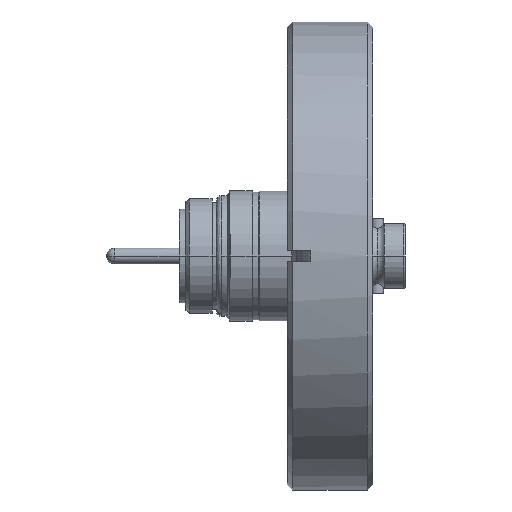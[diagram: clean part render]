
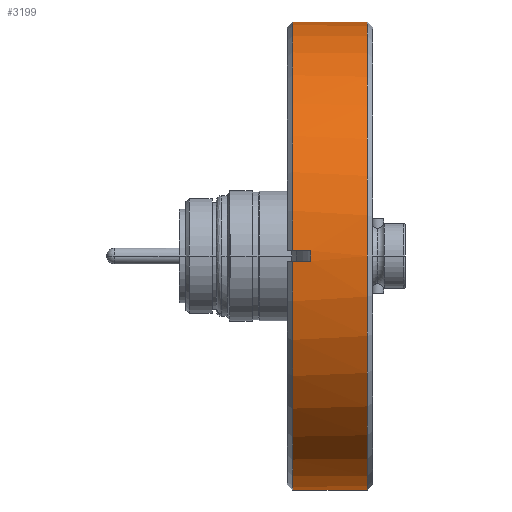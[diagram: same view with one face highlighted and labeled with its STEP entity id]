
A CAD part, left-side view. The second image highlights one B-rep face of the part: STEP entity #3199.
In plain terms, the highlighted cylindrical face has radius 34.925 mm (diameter 69.85 mm), a partial arc.
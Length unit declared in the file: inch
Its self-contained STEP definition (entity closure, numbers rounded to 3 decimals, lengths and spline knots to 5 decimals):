
#57 = CIRCLE ( 'NONE', #151, 1.375 ) ;
#151 = AXIS2_PLACEMENT_3D ( 'NONE', #1015, #1016, #1017 ) ;
#166 = AXIS2_PLACEMENT_3D ( 'NONE', #2911, #2895, #2913 ) ;
#462 = CIRCLE ( 'NONE', #695, 1.375 ) ;
#463 = VECTOR ( 'NONE', #2309, 39.37008 ) ;
#597 = VECTOR ( 'NONE', #1774, 39.37008 ) ;
#625 = VECTOR ( 'NONE', #1839, 39.37008 ) ;
#695 = AXIS2_PLACEMENT_3D ( 'NONE', #2276, #2278, #2301 ) ;
#993 = CARTESIAN_POINT ( 'NONE',  ( -1.37512, -0.80901, -0.01035 ) ) ;
#1001 = CARTESIAN_POINT ( 'NONE',  ( -1.37512, -0.80901, 0.01032 ) ) ;
#1006 = CARTESIAN_POINT ( 'NONE',  ( -1.37465, -0.80898, -0.031 ) ) ;
#1007 = CARTESIAN_POINT ( 'NONE',  ( -1.37465, -0.80898, 0.031 ) ) ;
#1015 = CARTESIAN_POINT ( 'NONE',  ( 0., -1.14312, 0. ) ) ;
#1016 = DIRECTION ( 'NONE',  ( 0., 1., 0. ) ) ;
#1017 = DIRECTION ( 'NONE',  ( 0., 0., 1. ) ) ;
#1311 = ORIENTED_EDGE ( 'NONE', *, *, #3276, .F. ) ;
#1328 = ORIENTED_EDGE ( 'NONE', *, *, #1957, .T. ) ;
#1339 = ORIENTED_EDGE ( 'NONE', *, *, #1539, .F. ) ;
#1346 = ORIENTED_EDGE ( 'NONE', *, *, #2978, .F. ) ;
#1348 = ORIENTED_EDGE ( 'NONE', *, *, #1551, .F. ) ;
#1539 = EDGE_CURVE ( 'NONE', #4683, #4610, #2305, .T. ) ;
#1551 = EDGE_CURVE ( 'NONE', #3412, #3520, #462, .T. ) ;
#1626 = EDGE_CURVE ( 'NONE', #4671, #3520, #1765, .T. ) ;
#1647 = EDGE_CURVE ( 'NONE', #4737, #3501, #1832, .T. ) ;
#1765 = LINE ( 'NONE', #1772, #597 ) ;
#1772 = CARTESIAN_POINT ( 'NONE',  ( 0., 0., 1.375 ) ) ;
#1774 = DIRECTION ( 'NONE',  ( 0., 1., 0. ) ) ;
#1832 = LINE ( 'NONE', #1838, #625 ) ;
#1838 = CARTESIAN_POINT ( 'NONE',  ( 0., 0., -1.375 ) ) ;
#1839 = DIRECTION ( 'NONE',  ( 0., 1., 0. ) ) ;
#1957 = EDGE_CURVE ( 'NONE', #3412, #4764, #6274, .T. ) ;
#2014 = ORIENTED_EDGE ( 'NONE', *, *, #1647, .F. ) ;
#2037 = ORIENTED_EDGE ( 'NONE', *, *, #1626, .T. ) ;
#2041 = ORIENTED_EDGE ( 'NONE', *, *, #3279, .T. ) ;
#2276 = CARTESIAN_POINT ( 'NONE',  ( 0., -0.70312, 0. ) ) ;
#2278 = DIRECTION ( 'NONE',  ( 0., 1., 0. ) ) ;
#2301 = DIRECTION ( 'NONE',  ( 0., 0., 1. ) ) ;
#2305 = LINE ( 'NONE', #2348, #463 ) ;
#2309 = DIRECTION ( 'NONE',  ( 0., -1., 0. ) ) ;
#2348 = CARTESIAN_POINT ( 'NONE',  ( -1.37465, 0., -0.031 ) ) ;
#2895 = DIRECTION ( 'NONE',  ( 0., 1., 0. ) ) ;
#2910 = FACE_OUTER_BOUND ( 'NONE', #3713, .T. ) ;
#2911 = CARTESIAN_POINT ( 'NONE',  ( 0., 0., 0. ) ) ;
#2912 = CYLINDRICAL_SURFACE ( 'NONE', #166, 1.375 ) ;
#2913 = DIRECTION ( 'NONE',  ( 0., 0., 1. ) ) ;
#2978 = EDGE_CURVE ( 'NONE', #3501, #4683, #4819, .T. ) ;
#3199 = ADVANCED_FACE ( 'NONE', ( #2910 ), #2912, .T. ) ;
#3276 = EDGE_CURVE ( 'NONE', #4610, #4764, #6816, .T. ) ;
#3279 = EDGE_CURVE ( 'NONE', #4737, #4671, #57, .T. ) ;
#3412 = VERTEX_POINT ( 'NONE', #3740 ) ;
#3501 = VERTEX_POINT ( 'NONE', #3829 ) ;
#3520 = VERTEX_POINT ( 'NONE', #3848 ) ;
#3713 = EDGE_LOOP ( 'NONE', ( #2014, #2041, #2037, #1348, #1328, #1311, #1339, #1346 ) ) ;
#3740 = CARTESIAN_POINT ( 'NONE',  ( -1.37465, -0.70312, 0.031 ) ) ;
#3829 = CARTESIAN_POINT ( 'NONE',  ( 0., -0.70312, -1.375 ) ) ;
#3848 = CARTESIAN_POINT ( 'NONE',  ( 0., -0.70312, 1.375 ) ) ;
#3867 = CARTESIAN_POINT ( 'NONE',  ( -1.37465, -0.80898, -0.031 ) ) ;
#3925 = CARTESIAN_POINT ( 'NONE',  ( 0., -1.14312, 1.375 ) ) ;
#3937 = CARTESIAN_POINT ( 'NONE',  ( -1.37465, -0.70312, -0.031 ) ) ;
#3991 = CARTESIAN_POINT ( 'NONE',  ( 0., -1.14312, -1.375 ) ) ;
#4018 = CARTESIAN_POINT ( 'NONE',  ( -1.37465, -0.80898, 0.031 ) ) ;
#4610 = VERTEX_POINT ( 'NONE', #3867 ) ;
#4671 = VERTEX_POINT ( 'NONE', #3925 ) ;
#4683 = VERTEX_POINT ( 'NONE', #3937 ) ;
#4737 = VERTEX_POINT ( 'NONE', #3991 ) ;
#4764 = VERTEX_POINT ( 'NONE', #4018 ) ;
#4819 = CIRCLE ( 'NONE', #4825, 1.375 ) ;
#4825 = AXIS2_PLACEMENT_3D ( 'NONE', #6040, #6041, #6042 ) ;
#4980 = VECTOR ( 'NONE', #6284, 39.37008 ) ;
#6040 = CARTESIAN_POINT ( 'NONE',  ( 0., -0.70312, 0. ) ) ;
#6041 = DIRECTION ( 'NONE',  ( 0., 1., 0. ) ) ;
#6042 = DIRECTION ( 'NONE',  ( 0., 0., 1. ) ) ;
#6274 = LINE ( 'NONE', #6275, #4980 ) ;
#6275 = CARTESIAN_POINT ( 'NONE',  ( -1.37465, 0., 0.031 ) ) ;
#6284 = DIRECTION ( 'NONE',  ( 0., -1., 0. ) ) ;
#6816 = B_SPLINE_CURVE_WITH_KNOTS ( 'NONE', 3,
 ( #1006, #993, #1001, #1007 ),
 .UNSPECIFIED., .F., .F.,
 ( 4, 4 ),
 ( 0.11493, 0.11649 ),
 .UNSPECIFIED. ) ;
